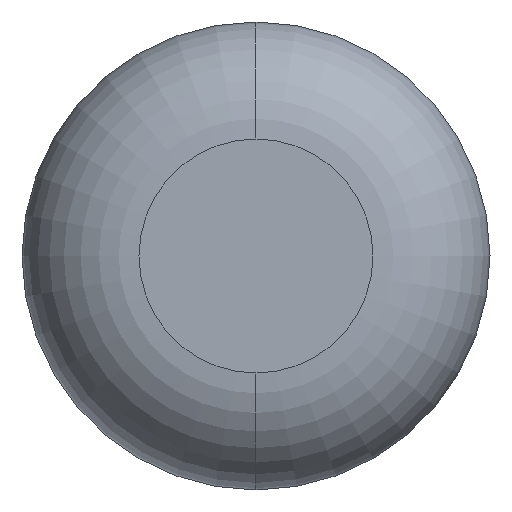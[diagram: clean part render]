
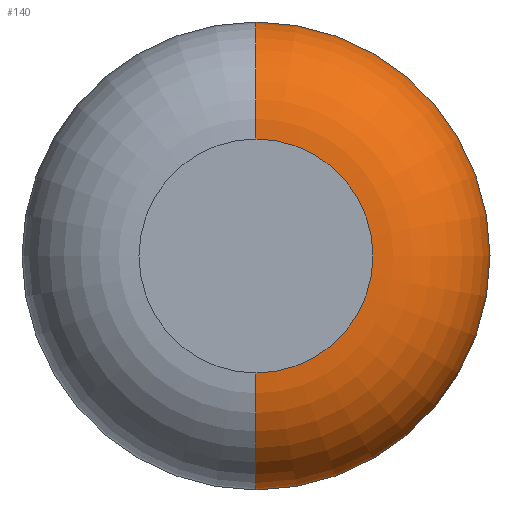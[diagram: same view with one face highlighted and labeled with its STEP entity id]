
A CAD part, front view. The second image highlights one B-rep face of the part: STEP entity #140.
In plain terms, the highlighted toroidal (fillet/blend) face has major radius 3.175 mm and minor radius 3.175 mm.
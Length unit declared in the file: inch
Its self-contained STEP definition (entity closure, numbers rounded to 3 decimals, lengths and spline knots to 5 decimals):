
#12 = DIRECTION ( 'NONE',  ( 0., 0., -1. ) ) ;
#20 = EDGE_LOOP ( 'NONE', ( #391, #69, #364, #32 ) ) ;
#32 = ORIENTED_EDGE ( 'NONE', *, *, #474, .F. ) ;
#35 = CIRCLE ( 'NONE', #435, 0.125 ) ;
#46 = DIRECTION ( 'NONE',  ( 0., 0., -1. ) ) ;
#69 = ORIENTED_EDGE ( 'NONE', *, *, #198, .T. ) ;
#70 = CARTESIAN_POINT ( 'NONE',  ( 0., 0.125, 0. ) ) ;
#91 = AXIS2_PLACEMENT_3D ( 'NONE', #238, #482, #446 ) ;
#92 = AXIS2_PLACEMENT_3D ( 'NONE', #489, #206, #46 ) ;
#95 = DIRECTION ( 'NONE',  ( -1., 0., 0. ) ) ;
#96 = DIRECTION ( 'NONE',  ( 0., -1., 0. ) ) ;
#101 = CARTESIAN_POINT ( 'NONE',  ( 0., 0.125, -0.125 ) ) ;
#125 = DIRECTION ( 'NONE',  ( 0., 0., -1. ) ) ;
#136 = VERTEX_POINT ( 'NONE', #249 ) ;
#140 = ADVANCED_FACE ( 'NONE', ( #412 ), #266, .T. ) ;
#143 = CIRCLE ( 'NONE', #92, 0.125 ) ;
#161 = CARTESIAN_POINT ( 'NONE',  ( 0., 0., 0.125 ) ) ;
#198 = EDGE_CURVE ( 'NONE', #136, #282, #292, .T. ) ;
#206 = DIRECTION ( 'NONE',  ( 0., -1., 0. ) ) ;
#233 = VERTEX_POINT ( 'NONE', #530 ) ;
#235 = EDGE_CURVE ( 'NONE', #233, #282, #143, .T. ) ;
#238 = CARTESIAN_POINT ( 'NONE',  ( 0., 0.125, 0.125 ) ) ;
#248 = EDGE_CURVE ( 'NONE', #514, #136, #537, .T. ) ;
#249 = CARTESIAN_POINT ( 'NONE',  ( 0., 0.125, 0.25 ) ) ;
#263 = CARTESIAN_POINT ( 'NONE',  ( 0., 0.125, -0.25 ) ) ;
#266 = TOROIDAL_SURFACE ( 'NONE', #415, 0.125, 0.125 ) ;
#282 = VERTEX_POINT ( 'NONE', #161 ) ;
#292 = CIRCLE ( 'NONE', #91, 0.125 ) ;
#330 = DIRECTION ( 'NONE',  ( 0., -1., 0. ) ) ;
#364 = ORIENTED_EDGE ( 'NONE', *, *, #235, .F. ) ;
#391 = ORIENTED_EDGE ( 'NONE', *, *, #248, .T. ) ;
#412 = FACE_OUTER_BOUND ( 'NONE', #20, .T. ) ;
#415 = AXIS2_PLACEMENT_3D ( 'NONE', #70, #96, #12 ) ;
#435 = AXIS2_PLACEMENT_3D ( 'NONE', #101, #95, #444 ) ;
#442 = AXIS2_PLACEMENT_3D ( 'NONE', #544, #330, #125 ) ;
#444 = DIRECTION ( 'NONE',  ( 0., 0., 1. ) ) ;
#446 = DIRECTION ( 'NONE',  ( 0., 0., -1. ) ) ;
#474 = EDGE_CURVE ( 'NONE', #514, #233, #35, .T. ) ;
#482 = DIRECTION ( 'NONE',  ( 1., 0., 0. ) ) ;
#489 = CARTESIAN_POINT ( 'NONE',  ( 0., 0., 0. ) ) ;
#514 = VERTEX_POINT ( 'NONE', #263 ) ;
#530 = CARTESIAN_POINT ( 'NONE',  ( 0., 0., -0.125 ) ) ;
#537 = CIRCLE ( 'NONE', #442, 0.25 ) ;
#544 = CARTESIAN_POINT ( 'NONE',  ( 0., 0.125, 0. ) ) ;
